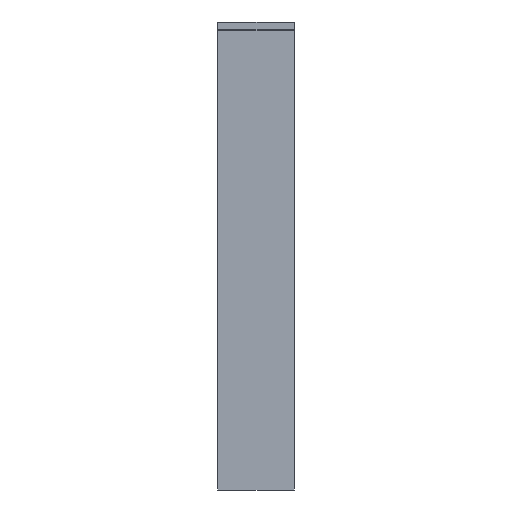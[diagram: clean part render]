
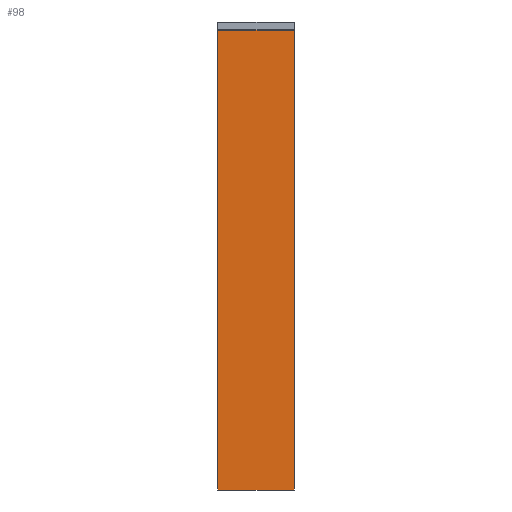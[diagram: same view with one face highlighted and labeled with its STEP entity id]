
A CAD part, front view. The second image highlights one B-rep face of the part: STEP entity #98.
In plain terms, the highlighted planar face has unit normal (0, -1, 0).
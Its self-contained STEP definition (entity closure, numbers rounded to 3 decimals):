
#98=ADVANCED_FACE('',(#197),#1405,.T.);
#197=FACE_OUTER_BOUND('',#296,.T.);
#296=EDGE_LOOP('',(#683,#684,#685,#686));
#683=ORIENTED_EDGE('',*,*,#944,.F.);
#684=ORIENTED_EDGE('',*,*,#943,.F.);
#685=ORIENTED_EDGE('',*,*,#942,.F.);
#686=ORIENTED_EDGE('',*,*,#941,.F.);
#941=EDGE_CURVE('',#1288,#1289,#1168,.T.);
#942=EDGE_CURVE('',#1289,#1268,#1169,.T.);
#943=EDGE_CURVE('',#1268,#1273,#1170,.T.);
#944=EDGE_CURVE('',#1273,#1288,#1171,.T.);
#1168=B_SPLINE_CURVE_WITH_KNOTS('',1,(#4373,#4374),.UNSPECIFIED.,.F.,.F.,
(2,2),(0.,2995.555),.UNSPECIFIED.);
#1169=B_SPLINE_CURVE_WITH_KNOTS('',1,(#4375,#4376),.UNSPECIFIED.,.F.,.F.,
(2,2),(0.,496.),.UNSPECIFIED.);
#1170=B_SPLINE_CURVE_WITH_KNOTS('',1,(#4377,#4378),.UNSPECIFIED.,.F.,.F.,
(2,2),(0.,2995.555),.UNSPECIFIED.);
#1171=B_SPLINE_CURVE_WITH_KNOTS('',1,(#4379,#4380),.UNSPECIFIED.,.F.,.F.,
(2,2),(0.,496.),.UNSPECIFIED.);
#1268=VERTEX_POINT('',#3601);
#1273=VERTEX_POINT('',#3606);
#1288=VERTEX_POINT('',#3621);
#1289=VERTEX_POINT('',#3622);
#1405=PLANE('',#1467);
#1467=AXIS2_PLACEMENT_3D('',#3099,#1512,$);
#1512=DIRECTION('',(0.,-1.,0.));
#3099=CARTESIAN_POINT('',(301.312,0.,-303.267));
#3601=CARTESIAN_POINT('',(-248.,0.,0.));
#3606=CARTESIAN_POINT('',(-248.,0.,2995.555));
#3621=CARTESIAN_POINT('',(248.,0.,2995.555));
#3622=CARTESIAN_POINT('',(248.,0.,0.));
#4373=CARTESIAN_POINT('',(248.,0.,2995.555));
#4374=CARTESIAN_POINT('',(248.,0.,0.));
#4375=CARTESIAN_POINT('',(248.,0.,0.));
#4376=CARTESIAN_POINT('',(-248.,0.,0.));
#4377=CARTESIAN_POINT('',(-248.,0.,0.));
#4378=CARTESIAN_POINT('',(-248.,0.,2995.555));
#4379=CARTESIAN_POINT('',(-248.,0.,2995.555));
#4380=CARTESIAN_POINT('',(248.,0.,2995.555));
